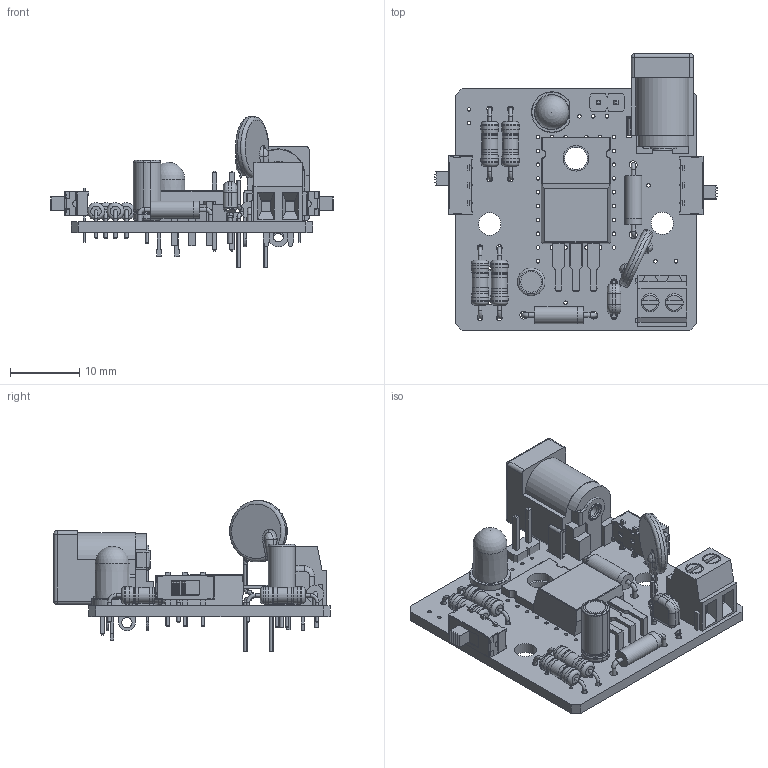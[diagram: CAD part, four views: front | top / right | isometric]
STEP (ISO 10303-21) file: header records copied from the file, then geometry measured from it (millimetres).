
FILE_DESCRIPTION(/* description */ (''),/* implementation_level */ '2;1');
FILE_NAME(/* name */ 'power_5V_flat_rev_C v1.step',/* time_stamp */ '2021-07-05T15:48:22-07:00',/* author */ (''),/* organization */ (''),/* preprocessor_version */ 'ST-DEVELOPER v18.1',/* originating_system */ 'Autodesk Translation Framework v10.9.0.1377',/* authorisation */ '');
FILE_SCHEMA (('AUTOMOTIVE_DESIGN { 1 0 10303 214 3 1 1 }'));
Products named in the file (36): power_5V_flat_rev_C; Board; Packages; 694106301002; 6941xx301002; 694106301002_PinContact; 6941xx301002_Back; 6941xx301002_PinContact2; 6941xx301002_PinLame; 6941xx301002_PinBis; 61300211121; 6130xx11121_PIN; 61300211121 (1); 0207/10; C050-024X044; DO41-10; E2-4; 21736124; Pin; Seal; Can; Main_cover_black_10-10-10; Negative_cover; EG1270-90; LED5MM; PTC-FUSE; T03B; Fusion001; Fusion002; pin3; Cut006; 691214110002; 691214110002 (1); 6912141100xx_CAGE; 6912141100xx_PIN; 6912141100xx_VIS
Assembly tree (44 placements, depth 5):
  power_5V_flat_rev_C
    Board
    Packages
      694106301002
        6941xx301002
        694106301002_PinContact
        6941xx301002_Back
        6941xx301002_PinContact2
        6941xx301002_PinLame
        6941xx301002_PinBis
      61300211121
        6130xx11121_PIN  x2
        61300211121 (1)
      0207/10  x4
      C050-024X044
      DO41-10  x2
      E2-4
        21736124
          Pin
          Seal
          Can
          Main_cover_black_10-10-10
          Negative_cover
      EG1270-90  x2
      LED5MM
      PTC-FUSE
      T03B
        Fusion001
        Fusion002
        pin3
        Cut006
      691214110002
        691214110002 (1)
        6912141100xx_CAGE  x2
        6912141100xx_PIN  x2
        6912141100xx_VIS  x2
Bounding box: 40.87 x 40.06 x 21.85 mm (x, y, z)
Volume: 4040.9 mm3; surface area: 8241.2 mm2
Topology: 41 solids, 41 shells, 2749 faces, 6622 edges, 3984 vertices
Faces by surface type: cylinder 1109, plane 941, torus 286, sphere 218, bspline 175, cone 20
Full cylindrical faces by diameter (mm): 0.01 x6, 0.45 x2, 0.5 x16, 0.508 x85, 0.6 x2, 0.63 x8, 0.813 x16, 0.9 x6, 1.016 x3, 1.1 x2, 1.118 x4, 1.3 x2, 1.5 x5, 1.6 x2, 1.8 x1, 2 x5, 2.3 x12, 2.32 x8, 2.4 x2, 2.498 x2, 2.5 x12, 2.52 x8, 2.6 x4, 3.2 x2, 3.25 x3, 3.6 x3, 3.7 x1, 3.8 x2, 6.4 x1, 8.9 x1
Entity records: 60655 total; most frequent: CARTESIAN_POINT 14623, DIRECTION 9594, ORIENTED_EDGE 8844, EDGE_CURVE 4422, AXIS2_PLACEMENT_3D 3593, VERTEX_POINT 2701, LINE 2408, VECTOR 2408
